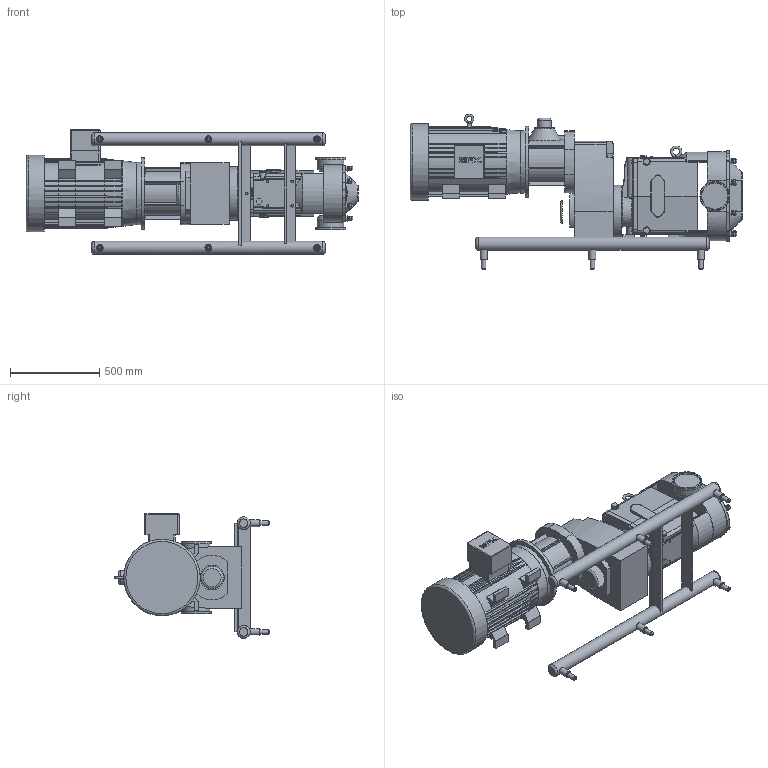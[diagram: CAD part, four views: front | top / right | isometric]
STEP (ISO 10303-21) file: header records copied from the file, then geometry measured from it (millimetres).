
FILE_DESCRIPTION(/* description */ (''),/* implementation_level */ '2;1');
FILE_NAME(/* name */ 'U2_320U2_326TC_6x6_S-Line_50HP_SM.stp',/* time_stamp */ '2020-10-20T15:46:22+05:00',/* author */ ('trtmhr'),/* organization */ (''),/* preprocessor_version */ 'ST-DEVELOPER v17',/* originating_system */ 'Autodesk Inventor 2018',/* authorisation */ '');
FILE_SCHEMA (('AUTOMOTIVE_DESIGN { 1 0 10303 214 3 1 1 }'));
Length unit declared in the file: inch
Products named in the file (1): ASSEMBLY_U2_Shrinkwrap_1
Bounding box: 1862.07 x 870.85 x 700.04 mm (x, y, z)
Volume: 217530538.3 mm3; surface area: 5048608.5 mm2
Topology: 6 solids, 6 shells, 1226 faces, 3263 edges, 2122 vertices
Faces by surface type: plane 641, cylinder 350, bspline 104, torus 75, cone 40, sphere 16
Full cylindrical faces by diameter (mm): 5.08 x1, 7.798 x1, 12.395 x5, 12.7 x8, 14.3 x3, 16.669 x1, 22.225 x1, 23.012 x8, 25.4 x6, 29.083 x8, 38.1 x10, 75.997 x1, 111.989 x1, 146.863 x2, 152.527 x2, 166.878 x2, 299.974 x1, 350.012 x1, 399.999 x1, 429.514 x1
Entity records: 42051 total; most frequent: CARTESIAN_POINT 11415, ORIENTED_EDGE 6508, DIRECTION 6122, EDGE_CURVE 3254, AXIS2_PLACEMENT_3D 2166, VERTEX_POINT 2122, LINE 1790, VECTOR 1790
